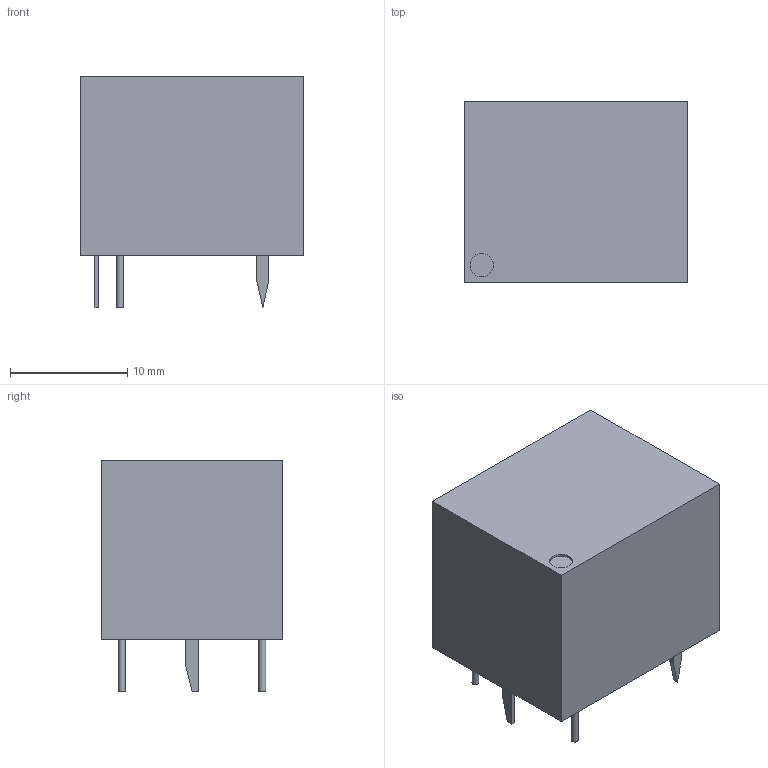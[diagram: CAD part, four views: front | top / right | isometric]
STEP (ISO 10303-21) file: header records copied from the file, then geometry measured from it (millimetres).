
FILE_DESCRIPTION( ( '' ), ' ' );
FILE_NAME( '5cc035147a1d12172263dbf1.step', '2019-04-24T10:06:13', ( '' ), ( '' ), ' ', ' ', ' ' );
FILE_SCHEMA( ( 'AUTOMOTIVE_DESIGN { 1 0 10303 214 1 1 1 1 }' ) );
Length unit declared in the file: metre
Products named in the file (6): Part 6; Part 2; Part 4; Part 3; Part 1; Part 5
Bounding box: 19.1 x 15.5 x 19.8 mm (x, y, z)
Volume: 4535.5 mm3; surface area: 1703.7 mm2
Topology: 6 solids, 6 shells, 35 faces, 66 edges, 44 vertices
Faces by surface type: plane 32, cylinder 3
Full cylindrical faces by diameter (mm): 0.6 x2, 2 x1
Entity records: 1197 total; most frequent: DIRECTION 151, CARTESIAN_POINT 148, ORIENTED_EDGE 126, EDGE_CURVE 63, LINE 57, VECTOR 57, AXIS2_PLACEMENT_3D 47, VERTEX_POINT 44
